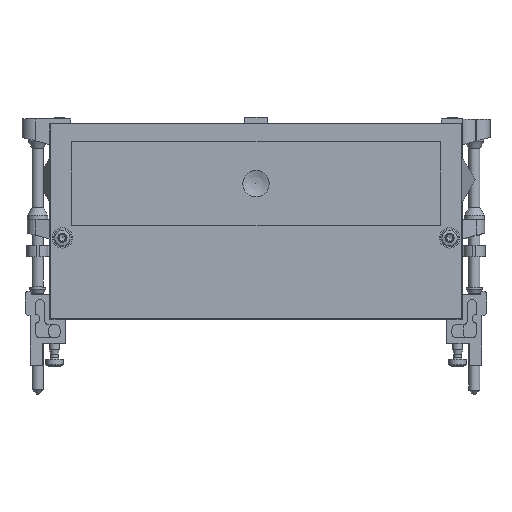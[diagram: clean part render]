
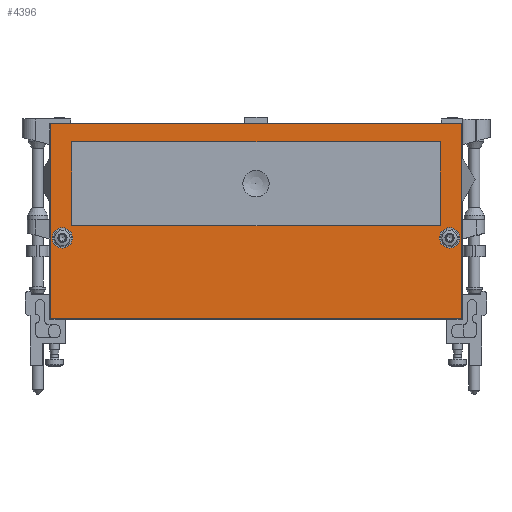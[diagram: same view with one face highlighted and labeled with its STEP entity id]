
A CAD part, top view. The second image highlights one B-rep face of the part: STEP entity #4396.
In plain terms, the highlighted planar face has unit normal (0, 0, 1).
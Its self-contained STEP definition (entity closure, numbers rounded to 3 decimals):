
#4396=ADVANCED_FACE('',(#6223,#6224,#6225,#6226),#5776,.T.);
#5776=PLANE('',#27423);
#6223=FACE_BOUND('',#7192,.T.);
#6224=FACE_BOUND('',#7193,.T.);
#6225=FACE_BOUND('',#7194,.T.);
#6226=FACE_BOUND('',#7195,.T.);
#7192=EDGE_LOOP('',(#11552));
#7193=EDGE_LOOP('',(#11553));
#7194=EDGE_LOOP('',(#11554,#11555,#11556,#11557));
#7195=EDGE_LOOP('',(#11558,#11559,#11560,#11561));
#8627=CIRCLE('',#27392,2.275);
#8631=CIRCLE('',#27422,2.275);
#11552=ORIENTED_EDGE('',*,*,#20598,.T.);
#11553=ORIENTED_EDGE('',*,*,#20530,.T.);
#11554=ORIENTED_EDGE('',*,*,#20543,.T.);
#11555=ORIENTED_EDGE('',*,*,#20533,.T.);
#11556=ORIENTED_EDGE('',*,*,#20537,.T.);
#11557=ORIENTED_EDGE('',*,*,#20540,.T.);
#11558=ORIENTED_EDGE('',*,*,#20599,.F.);
#11559=ORIENTED_EDGE('',*,*,#20600,.F.);
#11560=ORIENTED_EDGE('',*,*,#20595,.F.);
#11561=ORIENTED_EDGE('',*,*,#20601,.F.);
#17517=VERTEX_POINT('',#37190);
#17521=VERTEX_POINT('',#37198);
#17522=VERTEX_POINT('',#37200);
#17525=VERTEX_POINT('',#37207);
#17526=VERTEX_POINT('',#37212);
#17561=VERTEX_POINT('',#37323);
#17562=VERTEX_POINT('',#37325);
#17564=VERTEX_POINT('',#37331);
#17565=VERTEX_POINT('',#37333);
#17566=VERTEX_POINT('',#37334);
#20530=EDGE_CURVE('',#17517,#17517,#8627,.T.);
#20533=EDGE_CURVE('',#17522,#17521,#24011,.T.);
#20537=EDGE_CURVE('',#17521,#17525,#24015,.T.);
#20540=EDGE_CURVE('',#17525,#17526,#24018,.T.);
#20543=EDGE_CURVE('',#17526,#17522,#24021,.T.);
#20595=EDGE_CURVE('',#17561,#17562,#24071,.T.);
#20598=EDGE_CURVE('',#17564,#17564,#8631,.T.);
#20599=EDGE_CURVE('',#17565,#17566,#24074,.T.);
#20600=EDGE_CURVE('',#17562,#17565,#24075,.T.);
#20601=EDGE_CURVE('',#17566,#17561,#24076,.T.);
#24011=LINE('',#37199,#25790);
#24015=LINE('',#37208,#25794);
#24018=LINE('',#37214,#25797);
#24021=LINE('',#37219,#25800);
#24071=LINE('',#37324,#25850);
#24074=LINE('',#37332,#25853);
#24075=LINE('',#37335,#25854);
#24076=LINE('',#37336,#25855);
#25790=VECTOR('',#30793,1.);
#25794=VECTOR('',#30799,1.);
#25797=VECTOR('',#30804,1.);
#25800=VECTOR('',#30811,1.);
#25850=VECTOR('',#30903,1.);
#25853=VECTOR('',#30910,1.);
#25854=VECTOR('',#30911,1.);
#25855=VECTOR('',#30912,1.);
#27392=AXIS2_PLACEMENT_3D('',#37189,#30784,#30785);
#27422=AXIS2_PLACEMENT_3D('',#37330,#30908,#30909);
#27423=AXIS2_PLACEMENT_3D('',#37337,#30913,#30914);
#30784=DIRECTION('',(0.,0.,-1.));
#30785=DIRECTION('',(-1.,0.,0.));
#30793=DIRECTION('',(-1.,0.,0.));
#30799=DIRECTION('',(0.,1.,0.));
#30804=DIRECTION('',(1.,0.,0.));
#30811=DIRECTION('',(0.,-1.,0.));
#30903=DIRECTION('',(1.,0.,0.));
#30908=DIRECTION('',(0.,0.,-1.));
#30909=DIRECTION('',(-1.,0.,0.));
#30910=DIRECTION('',(-1.,0.,0.));
#30911=DIRECTION('',(0.,-1.,0.));
#30912=DIRECTION('',(0.,1.,0.));
#30913=DIRECTION('',(0.,0.,1.));
#30914=DIRECTION('',(-1.,0.,0.));
#37189=CARTESIAN_POINT('',(43.225,-25.5,20.));
#37190=CARTESIAN_POINT('',(40.95,-25.5,20.));
#37198=CARTESIAN_POINT('',(-41.125,-22.75,20.));
#37199=CARTESIAN_POINT('',(41.125,-22.75,20.));
#37200=CARTESIAN_POINT('',(41.125,-22.75,20.));
#37207=CARTESIAN_POINT('',(-41.125,-4.,20.));
#37208=CARTESIAN_POINT('',(-41.125,-22.75,20.));
#37212=CARTESIAN_POINT('',(41.125,-4.,20.));
#37214=CARTESIAN_POINT('',(-41.125,-4.,20.));
#37219=CARTESIAN_POINT('',(41.125,-4.,20.));
#37323=CARTESIAN_POINT('',(-45.975,0.,20.));
#37324=CARTESIAN_POINT('',(-45.975,0.,20.));
#37325=CARTESIAN_POINT('',(45.975,0.,20.));
#37330=CARTESIAN_POINT('',(-43.225,-25.5,20.));
#37331=CARTESIAN_POINT('',(-45.5,-25.5,20.));
#37332=CARTESIAN_POINT('',(45.975,-43.55,20.));
#37333=CARTESIAN_POINT('',(45.975,-43.55,20.));
#37334=CARTESIAN_POINT('',(-45.975,-43.55,20.));
#37335=CARTESIAN_POINT('',(45.975,0.,20.));
#37336=CARTESIAN_POINT('',(-45.975,-43.55,20.));
#37337=CARTESIAN_POINT('',(50.572,2.177,20.));
